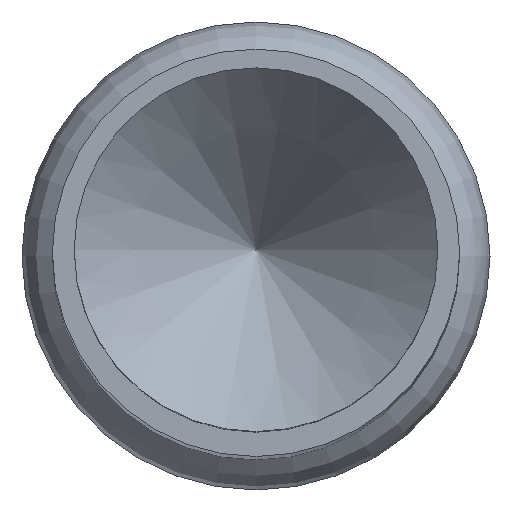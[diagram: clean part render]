
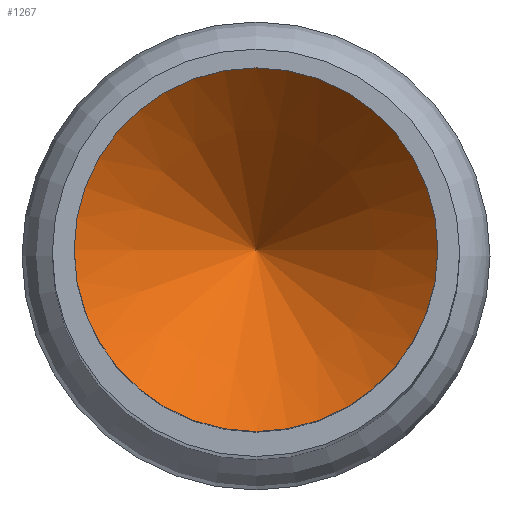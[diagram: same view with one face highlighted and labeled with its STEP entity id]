
A CAD part, top view. The second image highlights one B-rep face of the part: STEP entity #1267.
In plain terms, the highlighted conical face has half-angle 45 degrees and reference radius 2 mm.
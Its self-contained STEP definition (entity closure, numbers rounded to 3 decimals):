
#1183 = EDGE_CURVE('',#1184,#1184,#1186,.T.);
#1184 = VERTEX_POINT('',#1185);
#1185 = CARTESIAN_POINT('',(0.75,0.,32.85));
#1186 = SURFACE_CURVE('',#1187,(#1192,#1204),.PCURVE_S1.);
#1187 = CIRCLE('',#1188,0.75);
#1188 = AXIS2_PLACEMENT_3D('',#1189,#1190,#1191);
#1189 = CARTESIAN_POINT('',(0.,0.,32.85));
#1190 = DIRECTION('',(-0.,0.,1.));
#1191 = DIRECTION('',(0.,-1.,0.));
#1192 = PCURVE('',#1193,#1198);
#1193 = CYLINDRICAL_SURFACE('',#1194,0.75);
#1194 = AXIS2_PLACEMENT_3D('',#1195,#1196,#1197);
#1195 = CARTESIAN_POINT('',(0.,0.,31.35));
#1196 = DIRECTION('',(0.,0.,1.));
#1197 = DIRECTION('',(1.,0.,0.));
#1198 = DEFINITIONAL_REPRESENTATION('',(#1199),#1203);
#1199 = LINE('',#1200,#1201);
#1200 = CARTESIAN_POINT('',(-1.571,1.5));
#1201 = VECTOR('',#1202,1.);
#1202 = DIRECTION('',(1.,0.));
#1203 = ( GEOMETRIC_REPRESENTATION_CONTEXT(2) 
PARAMETRIC_REPRESENTATION_CONTEXT() REPRESENTATION_CONTEXT('2D SPACE',''
  ) );
#1204 = PCURVE('',#1205,#1210);
#1205 = CONICAL_SURFACE('',#1206,2.,0.785);
#1206 = AXIS2_PLACEMENT_3D('',#1207,#1208,#1209);
#1207 = CARTESIAN_POINT('',(0.,0.,34.1));
#1208 = DIRECTION('',(0.,0.,1.));
#1209 = DIRECTION('',(1.,0.,0.));
#1210 = DEFINITIONAL_REPRESENTATION('',(#1211),#1215);
#1211 = LINE('',#1212,#1213);
#1212 = CARTESIAN_POINT('',(-1.571,-1.25));
#1213 = VECTOR('',#1214,1.);
#1214 = DIRECTION('',(1.,-0.));
#1215 = ( GEOMETRIC_REPRESENTATION_CONTEXT(2) 
PARAMETRIC_REPRESENTATION_CONTEXT() REPRESENTATION_CONTEXT('2D SPACE',''
  ) );
#1267 = ADVANCED_FACE('',(#1268),#1205,.F.);
#1268 = FACE_BOUND('',#1269,.T.);
#1269 = EDGE_LOOP('',(#1270,#1293,#1294));
#1270 = ORIENTED_EDGE('',*,*,#1271,.T.);
#1271 = EDGE_CURVE('',#1184,#1272,#1274,.T.);
#1272 = VERTEX_POINT('',#1273);
#1273 = CARTESIAN_POINT('',(0.,0.,32.1)
  );
#1274 = SEAM_CURVE('',#1275,(#1279,#1286),.PCURVE_S1.);
#1275 = LINE('',#1276,#1277);
#1276 = CARTESIAN_POINT('',(2.,0.,34.1));
#1277 = VECTOR('',#1278,1.);
#1278 = DIRECTION('',(-0.707,0.,-0.707
    ));
#1279 = PCURVE('',#1205,#1280);
#1280 = DEFINITIONAL_REPRESENTATION('',(#1281),#1285);
#1281 = LINE('',#1282,#1283);
#1282 = CARTESIAN_POINT('',(6.283,0.));
#1283 = VECTOR('',#1284,1.);
#1284 = DIRECTION('',(0.,-1.));
#1285 = ( GEOMETRIC_REPRESENTATION_CONTEXT(2) 
PARAMETRIC_REPRESENTATION_CONTEXT() REPRESENTATION_CONTEXT('2D SPACE',''
  ) );
#1286 = PCURVE('',#1205,#1287);
#1287 = DEFINITIONAL_REPRESENTATION('',(#1288),#1292);
#1288 = LINE('',#1289,#1290);
#1289 = CARTESIAN_POINT('',(-0.,0.));
#1290 = VECTOR('',#1291,1.);
#1291 = DIRECTION('',(0.,-1.));
#1292 = ( GEOMETRIC_REPRESENTATION_CONTEXT(2) 
PARAMETRIC_REPRESENTATION_CONTEXT() REPRESENTATION_CONTEXT('2D SPACE',''
  ) );
#1293 = ORIENTED_EDGE('',*,*,#1271,.F.);
#1294 = ORIENTED_EDGE('',*,*,#1183,.T.);
